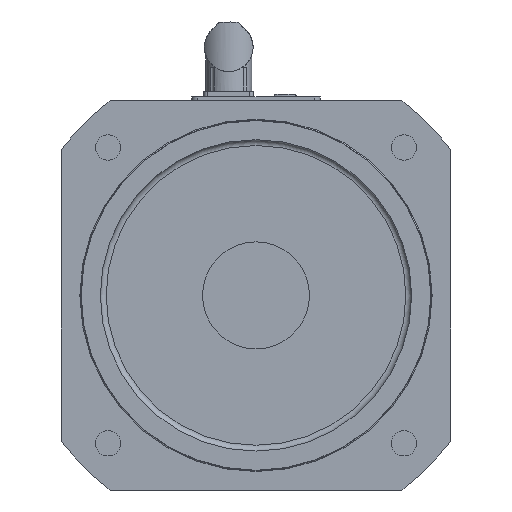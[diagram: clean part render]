
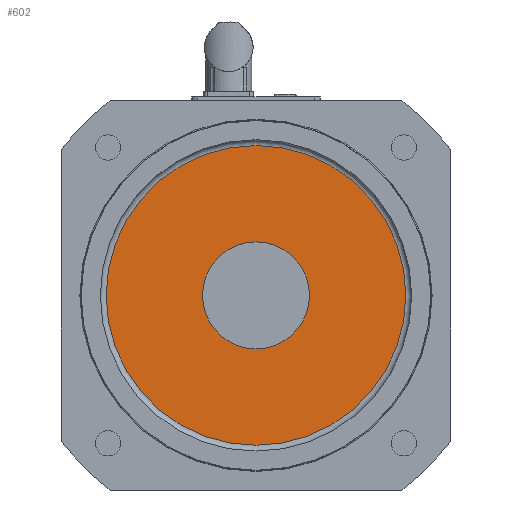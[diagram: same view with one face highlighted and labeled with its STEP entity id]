
A CAD part, front view. The second image highlights one B-rep face of the part: STEP entity #602.
In plain terms, the highlighted planar face has unit normal (0, -1, 0).
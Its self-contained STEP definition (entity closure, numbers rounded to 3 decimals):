
#117=FACE_BOUND('',#1156,.T.);
#367=CIRCLE('',#4610,27.5);
#368=CIRCLE('',#4611,77.);
#602=ADVANCED_FACE('',(#117,#907),#843,.F.);
#843=PLANE('',#4612);
#907=FACE_OUTER_BOUND('',#1157,.T.);
#1156=EDGE_LOOP('',(#1673));
#1157=EDGE_LOOP('',(#1674));
#1673=ORIENTED_EDGE('',*,*,#3443,.F.);
#1674=ORIENTED_EDGE('',*,*,#3444,.T.);
#2979=VERTEX_POINT('',#6544);
#2980=VERTEX_POINT('',#6546);
#3443=EDGE_CURVE('',#2979,#2979,#367,.T.);
#3444=EDGE_CURVE('',#2980,#2980,#368,.T.);
#4610=AXIS2_PLACEMENT_3D('',#6543,#5203,#5204);
#4611=AXIS2_PLACEMENT_3D('',#6545,#5205,#5206);
#4612=AXIS2_PLACEMENT_3D('',#6547,#5207,#5208);
#5203=DIRECTION('',(0.,-1.,0.));
#5204=DIRECTION('',(0.,0.,-1.));
#5205=DIRECTION('',(0.,-1.,0.));
#5206=DIRECTION('',(0.,0.,1.));
#5207=DIRECTION('',(0.,1.,0.));
#5208=DIRECTION('',(0.,0.,1.));
#6543=CARTESIAN_POINT('',(65.,1.,65.));
#6544=CARTESIAN_POINT('',(65.,1.,37.5));
#6545=CARTESIAN_POINT('',(65.,1.,65.));
#6546=CARTESIAN_POINT('',(65.,1.,142.));
#6547=CARTESIAN_POINT('',(65.,1.,65.));
